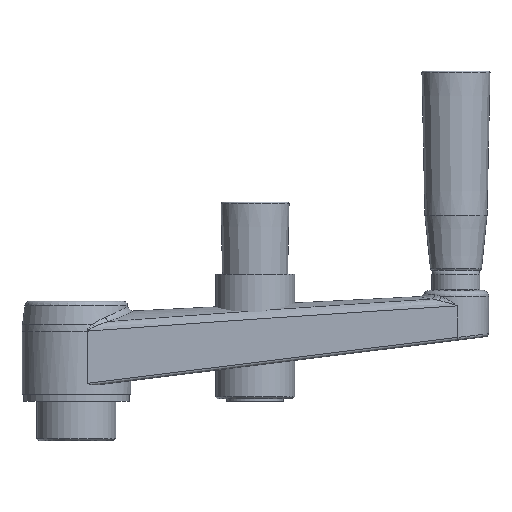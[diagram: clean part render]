
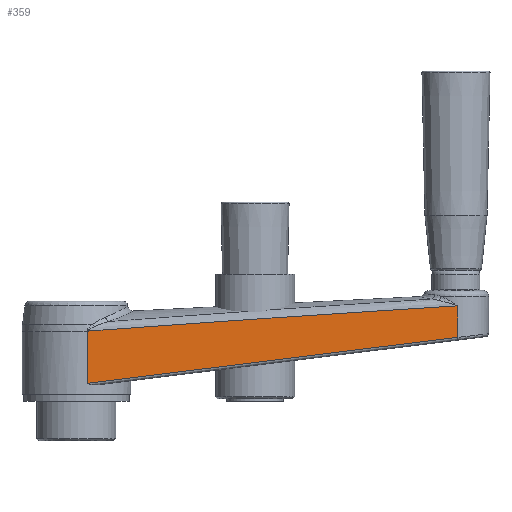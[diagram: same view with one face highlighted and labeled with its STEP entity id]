
A CAD part, front view. The second image highlights one B-rep face of the part: STEP entity #359.
In plain terms, the highlighted planar face has unit normal (0.056, -0.999, 0).
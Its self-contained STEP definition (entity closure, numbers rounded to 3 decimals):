
#359 = ADVANCED_FACE( '', ( #597 ), #598, .T. );
#597 = FACE_OUTER_BOUND( '', #1659, .T. );
#598 = PLANE( '', #1660 );
#1659 = EDGE_LOOP( '', ( #2308, #2309, #2310, #2311, #2312 ) );
#1660 = AXIS2_PLACEMENT_3D( '', #2313, #2314, #2315 );
#2308 = ORIENTED_EDGE( '', *, *, #3516, .T. );
#2309 = ORIENTED_EDGE( '', *, *, #3489, .T. );
#2310 = ORIENTED_EDGE( '', *, *, #3461, .F. );
#2311 = ORIENTED_EDGE( '', *, *, #3451, .T. );
#2312 = ORIENTED_EDGE( '', *, *, #3447, .T. );
#2313 = CARTESIAN_POINT( '', ( -64.927, -19.151, 50. ) );
#2314 = DIRECTION( '', ( 0.056, -0.998, 0. ) );
#2315 = DIRECTION( '', ( 0.998, 0.056, 0. ) );
#3447 = EDGE_CURVE( '', #3907, #3908, #3909, .F. );
#3451 = EDGE_CURVE( '', #3914, #3907, #3915, .T. );
#3461 = EDGE_CURVE( '', #3914, #3930, #3931, .T. );
#3489 = EDGE_CURVE( '', #3973, #3930, #3975, .T. );
#3516 = EDGE_CURVE( '', #3908, #3973, #4023, .T. );
#3907 = VERTEX_POINT( '', #5016 );
#3908 = VERTEX_POINT( '', #5017 );
#3909 = B_SPLINE_CURVE_WITH_KNOTS( '', 3, ( #5018, #5019, #5020, #5021, #5022, #5023, #5024, #5025, #5026, #5027, #5028, #5029, #5030, #5031, #5032, #5033, #5034, #5035, #5036, #5037, #5038 ), .UNSPECIFIED., .F., .F., ( 4, 2, 2, 1, 2, 2, 1, 1, 1, 2, 2, 1, 4 ), ( 0., 0., 0., 0., 0., 0., 0., 0., 0., 0., 0., 0., 0. ), .UNSPECIFIED. );
#3914 = VERTEX_POINT( '', #5151 );
#3915 = ELLIPSE( '', #5152, 715.897, 39.786 );
#3930 = VERTEX_POINT( '', #5316 );
#3931 = LINE( '', #5317, #5318 );
#3973 = VERTEX_POINT( '', #5480 );
#3975 = LINE( '', #5497, #5498 );
#4023 = LINE( '', #5582, #5583 );
#5016 = CARTESIAN_POINT( '', ( -59.145, -18.829, 24.87 ) );
#5017 = CARTESIAN_POINT( '', ( -59.28, -18.836, 24.476 ) );
#5018 = CARTESIAN_POINT( '', ( -59.28, -18.836, 24.476 ) );
#5019 = CARTESIAN_POINT( '', ( -59.276, -18.836, 24.511 ) );
#5020 = CARTESIAN_POINT( '', ( -59.271, -18.836, 24.545 ) );
#5021 = CARTESIAN_POINT( '', ( -59.257, -18.835, 24.614 ) );
#5022 = CARTESIAN_POINT( '', ( -59.248, -18.834, 24.647 ) );
#5023 = CARTESIAN_POINT( '', ( -59.231, -18.833, 24.697 ) );
#5024 = CARTESIAN_POINT( '', ( -59.222, -18.833, 24.722 ) );
#5025 = CARTESIAN_POINT( '', ( -59.212, -18.832, 24.746 ) );
#5026 = CARTESIAN_POINT( '', ( -59.205, -18.832, 24.762 ) );
#5027 = CARTESIAN_POINT( '', ( -59.201, -18.832, 24.77 ) );
#5028 = CARTESIAN_POINT( '', ( -59.19, -18.831, 24.794 ) );
#5029 = CARTESIAN_POINT( '', ( -59.177, -18.83, 24.818 ) );
#5030 = CARTESIAN_POINT( '', ( -59.161, -18.83, 24.844 ) );
#5031 = CARTESIAN_POINT( '', ( -59.154, -18.829, 24.856 ) );
#5032 = CARTESIAN_POINT( '', ( -59.151, -18.829, 24.86 ) );
#5033 = CARTESIAN_POINT( '', ( -59.151, -18.829, 24.861 ) );
#5034 = CARTESIAN_POINT( '', ( -59.15, -18.829, 24.861 ) );
#5035 = CARTESIAN_POINT( '', ( -59.149, -18.829, 24.863 ) );
#5036 = CARTESIAN_POINT( '', ( -59.148, -18.829, 24.865 ) );
#5037 = CARTESIAN_POINT( '', ( -59.146, -18.829, 24.868 ) );
#5038 = CARTESIAN_POINT( '', ( -59.145, -18.829, 24.87 ) );
#5151 = CARTESIAN_POINT( '', ( 71.778, -11.532, 33.808 ) );
#5152 = AXIS2_PLACEMENT_3D( '', #6614, #6615, #6616 );
#5316 = CARTESIAN_POINT( '', ( 71.778, -11.532, 22.669 ) );
#5317 = CARTESIAN_POINT( '', ( 71.778, -11.532, 50. ) );
#5318 = VECTOR( '', #6623, 1000. );
#5480 = CARTESIAN_POINT( '', ( -59.28, -18.836, 6.386 ) );
#5497 = CARTESIAN_POINT( '', ( 71.656, -11.539, 22.653 ) );
#5498 = VECTOR( '', #6672, 1000. );
#5582 = CARTESIAN_POINT( '', ( -59.28, -18.836, 0. ) );
#5583 = VECTOR( '', #6725, 1000. );
#6614 = CARTESIAN_POINT( '', ( 224.953, -2.995, 2.593 ) );
#6615 = DIRECTION( '', ( 0.056, -0.998, 0. ) );
#6616 = DIRECTION( '', ( -0.997, -0.056, -0.05 ) );
#6623 = DIRECTION( '', ( 0., 0., -1. ) );
#6672 = DIRECTION( '', ( 0.991, 0.055, 0.123 ) );
#6725 = DIRECTION( '', ( 0., 0., -1. ) );
